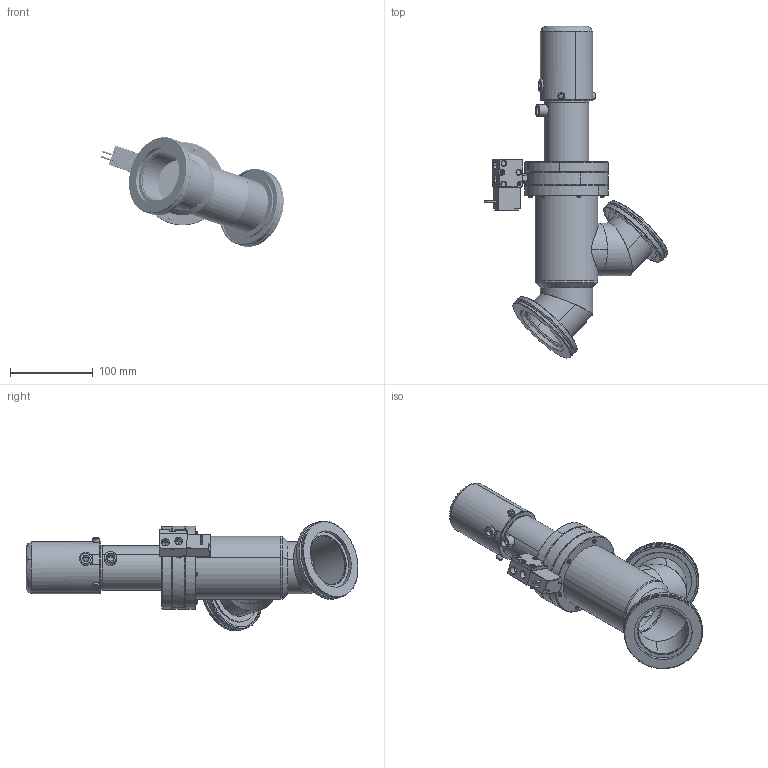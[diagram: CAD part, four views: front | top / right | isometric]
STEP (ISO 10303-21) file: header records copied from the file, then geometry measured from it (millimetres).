
FILE_DESCRIPTION (( 'STEP AP203' ), '1' );
FILE_NAME ('AIVP-S06202.STEP', '2023-06-23T15:42:50', ( '' ), ( '' ), 'SwSTEP 2.0', 'SolidWorks 2020', '' );
FILE_SCHEMA (( 'CONFIG_CONTROL_DESIGN' ));
Products named in the file (1): AIVP-S06202
Bounding box: 221.89 x 401.83 x 132.94 mm (x, y, z)
Volume: 532976.7 mm3; surface area: 302939.5 mm2
Topology: 32 solids, 32 shells, 1501 faces, 3919 edges, 2513 vertices
Faces by surface type: cylinder 971, cone 239, plane 226, torus 34, bspline 18, sphere 13
Entity records: 70148 total; most frequent: CARTESIAN_POINT 36892, ORIENTED_EDGE 7776, DIRECTION 6288, EDGE_CURVE 3888, VERTEX_POINT 2513, AXIS2_PLACEMENT_3D 2442, EDGE_LOOP 1649, FACE_OUTER_BOUND 1501
